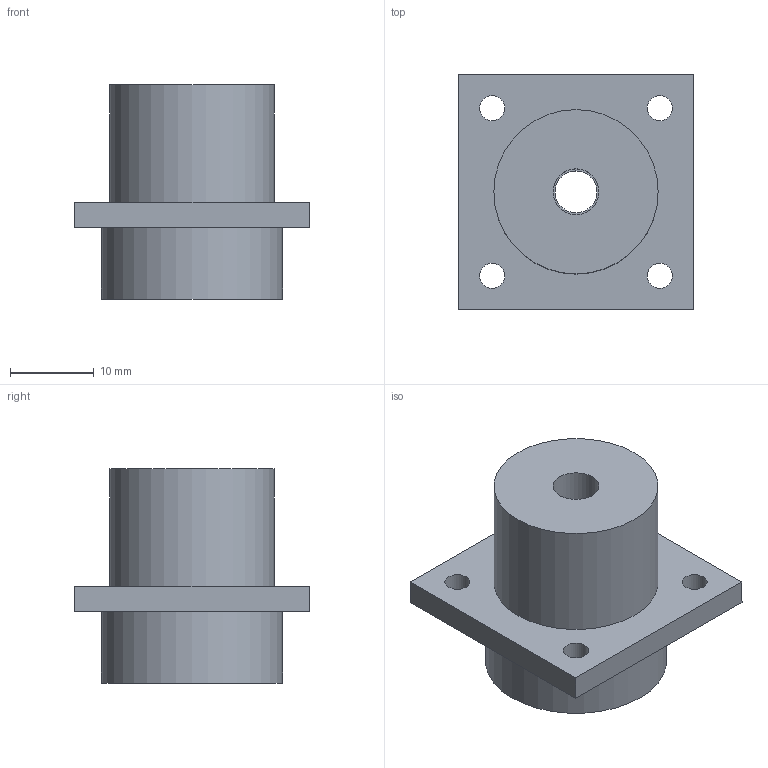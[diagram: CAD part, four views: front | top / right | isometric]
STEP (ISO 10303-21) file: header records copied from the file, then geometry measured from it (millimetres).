
FILE_DESCRIPTION(/* description */ (''),/* implementation_level */ '2;1');
FILE_NAME(/* name */ 'outlet.step',/* time_stamp */ '2021-10-06T10:29:01+01:00',/* author */ (''),/* organization */ (''),/* preprocessor_version */ 'ST-DEVELOPER v18.1',/* originating_system */ 'Autodesk Translation Framework v10.10.0.1391',/* authorisation */ '');
FILE_SCHEMA (('AUTOMOTIVE_DESIGN { 1 0 10303 214 3 1 1 }'));
Length unit declared in the file: millimetre
Products named in the file (1): outlet
Bounding box: 28 x 28 x 25.55 mm (x, y, z)
Volume: 6853.8 mm3; surface area: 4008 mm2
Topology: 1 solids, 1 shells, 19 faces, 40 edges, 26 vertices
Faces by surface type: cylinder 9, plane 9, cone 1
Full cylindrical faces by diameter (mm): 3 x4, 5 x1, 5.474 x1, 19.6 x2, 21.6 x1
Entity records: 569 total; most frequent: DIRECTION 98, CARTESIAN_POINT 86, ORIENTED_EDGE 80, EDGE_CURVE 40, AXIS2_PLACEMENT_3D 38, EDGE_LOOP 32, VERTEX_POINT 26, LINE 22
